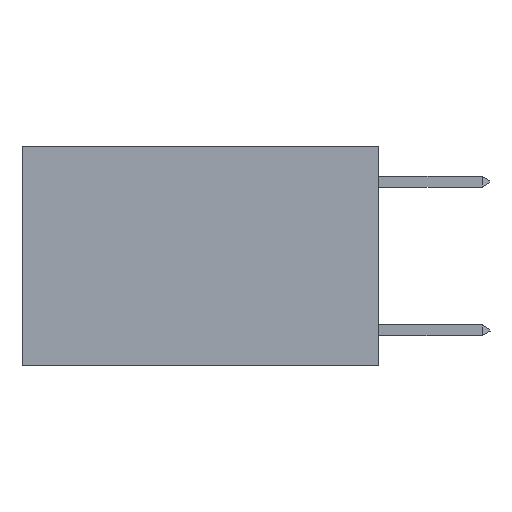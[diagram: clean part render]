
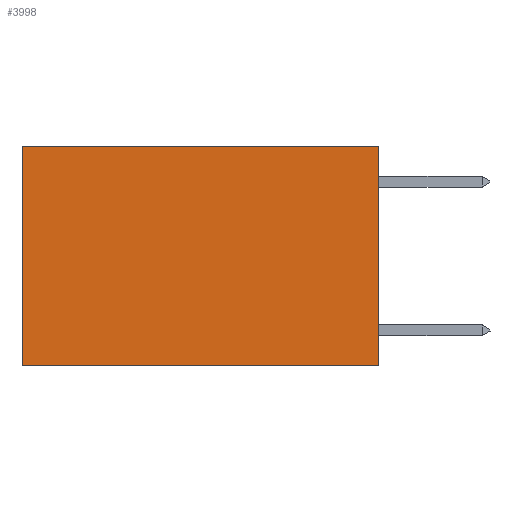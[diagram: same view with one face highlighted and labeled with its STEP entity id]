
A CAD part, left-side view. The second image highlights one B-rep face of the part: STEP entity #3998.
In plain terms, the highlighted planar face has unit normal (-1, 0, 0).
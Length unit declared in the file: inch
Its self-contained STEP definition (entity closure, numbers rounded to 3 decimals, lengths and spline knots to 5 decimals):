
#455 = FACE_OUTER_BOUND ( 'NONE', #7691, .T. ) ;
#725 = VERTEX_POINT ( 'NONE', #1626 ) ;
#1001 = LINE ( 'NONE', #5961, #8567 ) ;
#1136 = CARTESIAN_POINT ( 'NONE',  ( 0.2625, 0.6, -0.37 ) ) ;
#1288 = VECTOR ( 'NONE', #8547, 39.37008 ) ;
#1575 = EDGE_CURVE ( 'NONE', #2311, #2690, #6875, .T. ) ;
#1626 = CARTESIAN_POINT ( 'NONE',  ( 0.2625, 0.6, 0. ) ) ;
#2311 = VERTEX_POINT ( 'NONE', #4405 ) ;
#2690 = VERTEX_POINT ( 'NONE', #1136 ) ;
#2749 = VECTOR ( 'NONE', #4200, 39.37008 ) ;
#3045 = DIRECTION ( 'NONE',  ( 0., 1., 0. ) ) ;
#3240 = PLANE ( 'NONE',  #4429 ) ;
#3379 = DIRECTION ( 'NONE',  ( 1., 0., 0. ) ) ;
#3998 = ADVANCED_FACE ( 'NONE', ( #455 ), #3240, .F. ) ;
#4033 = VECTOR ( 'NONE', #6230, 39.37008 ) ;
#4200 = DIRECTION ( 'NONE',  ( 0., 1., 0. ) ) ;
#4335 = ORIENTED_EDGE ( 'NONE', *, *, #6934, .T. ) ;
#4405 = CARTESIAN_POINT ( 'NONE',  ( 0.2625, 0., -0.37 ) ) ;
#4429 = AXIS2_PLACEMENT_3D ( 'NONE', #4670, #3379, #8251 ) ;
#4455 = CARTESIAN_POINT ( 'NONE',  ( 0.2625, 0., -0.37 ) ) ;
#4558 = ORIENTED_EDGE ( 'NONE', *, *, #1575, .F. ) ;
#4670 = CARTESIAN_POINT ( 'NONE',  ( 0.2625, 0., 0. ) ) ;
#4760 = ORIENTED_EDGE ( 'NONE', *, *, #8992, .F. ) ;
#5030 = ORIENTED_EDGE ( 'NONE', *, *, #7892, .T. ) ;
#5961 = CARTESIAN_POINT ( 'NONE',  ( 0.2625, 0., 0. ) ) ;
#6230 = DIRECTION ( 'NONE',  ( 0., 0., -1. ) ) ;
#6875 = LINE ( 'NONE', #4455, #2749 ) ;
#6934 = EDGE_CURVE ( 'NONE', #725, #2690, #8061, .T. ) ;
#7211 = LINE ( 'NONE', #7874, #1288 ) ;
#7691 = EDGE_LOOP ( 'NONE', ( #4335, #4558, #4760, #5030 ) ) ;
#7874 = CARTESIAN_POINT ( 'NONE',  ( 0.2625, 0., 0. ) ) ;
#7892 = EDGE_CURVE ( 'NONE', #9482, #725, #1001, .T. ) ;
#7897 = CARTESIAN_POINT ( 'NONE',  ( 0.2625, 0., 0. ) ) ;
#8061 = LINE ( 'NONE', #8336, #4033 ) ;
#8251 = DIRECTION ( 'NONE',  ( 0., 0., -1. ) ) ;
#8336 = CARTESIAN_POINT ( 'NONE',  ( 0.2625, 0.6, 0. ) ) ;
#8547 = DIRECTION ( 'NONE',  ( 0., 0., -1. ) ) ;
#8567 = VECTOR ( 'NONE', #3045, 39.37008 ) ;
#8992 = EDGE_CURVE ( 'NONE', #9482, #2311, #7211, .T. ) ;
#9482 = VERTEX_POINT ( 'NONE', #7897 ) ;
